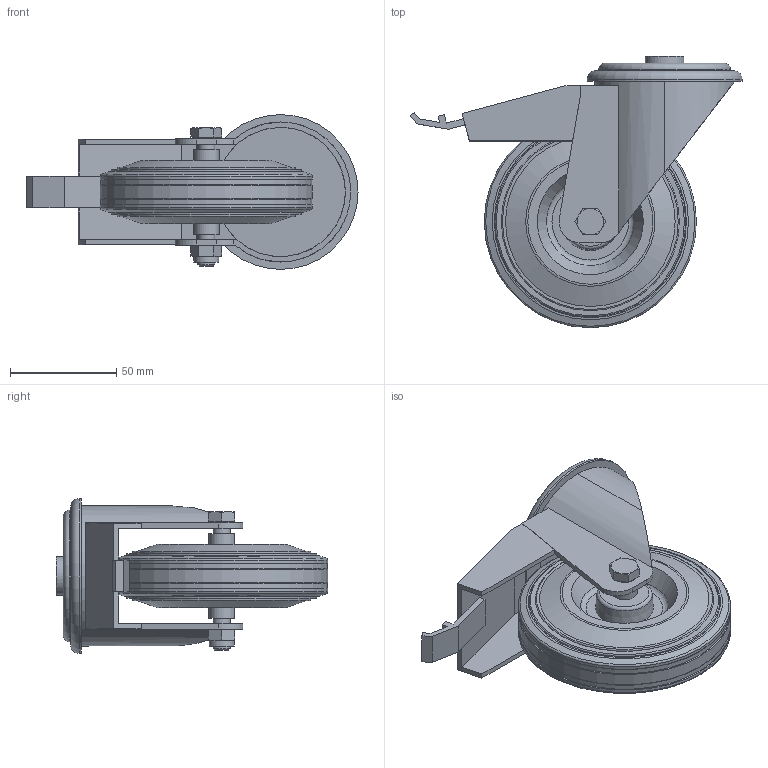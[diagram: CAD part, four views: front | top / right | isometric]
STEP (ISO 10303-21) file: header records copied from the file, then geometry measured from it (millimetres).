
FILE_DESCRIPTION(/* description */ ('RUOTA D.100 GIREV. S/P C/F C/BULBO'),/* implementation_level */ '2;1');
FILE_NAME(/* name */ 'CRUST0000198.stp',/* time_stamp */ '2025-02-11T11:35:12+01:00',/* author */ ('tecnico5'),/* organization */ ('CADENAS'),/* preprocessor_version */ 'ST-DEVELOPER v20',/* originating_system */ 'Autodesk Inventor 2022',/* authorisation */ ' ');
FILE_SCHEMA (('AUTOMOTIVE_DESIGN { 1 0 10303 214 3 1 1 }'));
Length unit declared in the file: millimetre
Products named in the file (4): CRUST0000198; 440000025840; 440000025839; 440000025838
Assembly tree (3 placements, depth 2):
  CRUST0000198
    440000025840
    440000025839
    440000025838
Bounding box: 156.5 x 128 x 73 mm (x, y, z)
Volume: 254209.4 mm3; surface area: 67586.5 mm2
Topology: 3 solids, 3 shells, 151 faces, 331 edges, 206 vertices
Faces by surface type: plane 73, cone 33, cylinder 25, torus 20
Full cylindrical faces by diameter (mm): 8 x5, 11.63 x2, 12 x3, 18.25 x1, 61 x1, 62.05 x1, 73 x1, 99.4 x2, 100 x3
Entity records: 4325 total; most frequent: CARTESIAN_POINT 791, DIRECTION 738, ORIENTED_EDGE 662, EDGE_CURVE 331, AXIS2_PLACEMENT_3D 297, VERTEX_POINT 206, EDGE_LOOP 179, FACE_OUTER_BOUND 151
